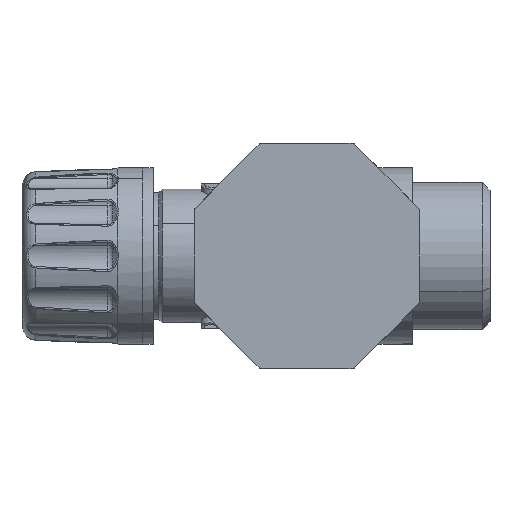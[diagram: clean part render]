
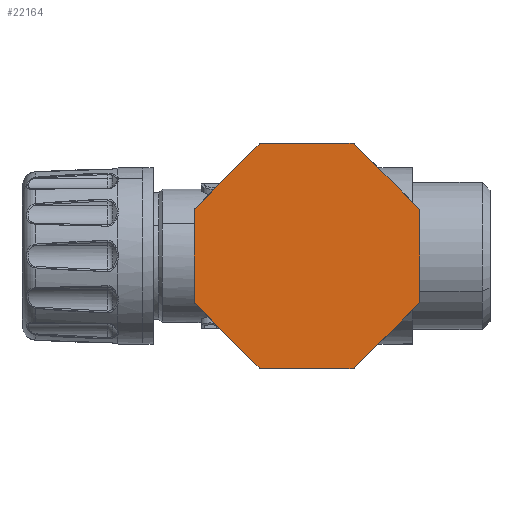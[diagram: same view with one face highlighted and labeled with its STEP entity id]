
A CAD part, left-side view. The second image highlights one B-rep face of the part: STEP entity #22164.
In plain terms, the highlighted planar face has unit normal (-1, 0, 0).
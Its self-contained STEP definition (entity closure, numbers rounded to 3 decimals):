
#16696=CARTESIAN_POINT('Vertex',(-29.,-6.774,15.854)) ;
#16712=CARTESIAN_POINT('Vertex',(-29.,-6.42,16.)) ;
#16715=CARTESIAN_POINT('Axis2P3D Location',(-29.,-6.42,15.5)) ;
#16744=CARTESIAN_POINT('Vertex',(-29.,6.774,-15.854)) ;
#16760=CARTESIAN_POINT('Vertex',(-29.,6.42,-16.)) ;
#16763=CARTESIAN_POINT('Axis2P3D Location',(-29.,6.42,-15.5)) ;
#16785=CARTESIAN_POINT('Vertex',(-29.,16.,-6.42)) ;
#16801=CARTESIAN_POINT('Vertex',(-29.,15.854,-6.774)) ;
#16804=CARTESIAN_POINT('Axis2P3D Location',(-29.,15.5,-6.42)) ;
#16828=CARTESIAN_POINT('Vertex',(-29.,6.42,16.)) ;
#16842=CARTESIAN_POINT('Vertex',(-29.,6.774,15.854)) ;
#16845=CARTESIAN_POINT('Axis2P3D Location',(-29.,6.42,15.5)) ;
#16867=CARTESIAN_POINT('Vertex',(-29.,15.854,6.774)) ;
#16883=CARTESIAN_POINT('Vertex',(-29.,16.,6.42)) ;
#16886=CARTESIAN_POINT('Axis2P3D Location',(-29.,15.5,6.42)) ;
#16908=CARTESIAN_POINT('Vertex',(-29.,-6.42,-16.)) ;
#16924=CARTESIAN_POINT('Vertex',(-29.,-6.774,-15.854)) ;
#16927=CARTESIAN_POINT('Axis2P3D Location',(-29.,-6.42,-15.5)) ;
#22060=CARTESIAN_POINT('Vertex',(-29.,-16.,6.42)) ;
#22076=CARTESIAN_POINT('Vertex',(-29.,-15.854,6.774)) ;
#22079=CARTESIAN_POINT('Axis2P3D Location',(-29.,-15.5,6.42)) ;
#22092=CARTESIAN_POINT('Axis2P3D Location',(-29.,17.5,0.)) ;
#22097=CARTESIAN_POINT('Line Origine',(-29.,0.,16.)) ;
#22102=CARTESIAN_POINT('Line Origine',(-29.,11.314,11.314)) ;
#22107=CARTESIAN_POINT('Line Origine',(-29.,16.,0.)) ;
#22112=CARTESIAN_POINT('Line Origine',(-29.,11.314,-11.314)) ;
#22117=CARTESIAN_POINT('Line Origine',(-29.,0.,-16.)) ;
#22122=CARTESIAN_POINT('Line Origine',(-29.,-11.314,-11.314)) ;
#22126=CARTESIAN_POINT('Vertex',(-29.,-15.854,-6.774)) ;
#22129=CARTESIAN_POINT('Axis2P3D Location',(-29.,-15.5,-6.42)) ;
#22133=CARTESIAN_POINT('Vertex',(-29.,-16.,-6.42)) ;
#22136=CARTESIAN_POINT('Line Origine',(-29.,-16.,0.)) ;
#22141=CARTESIAN_POINT('Line Origine',(-29.,-11.314,11.314)) ;
#22099=VECTOR('Line Direction',#22098,1.) ;
#22104=VECTOR('Line Direction',#22103,1.) ;
#22109=VECTOR('Line Direction',#22108,1.) ;
#22114=VECTOR('Line Direction',#22113,1.) ;
#22119=VECTOR('Line Direction',#22118,1.) ;
#22124=VECTOR('Line Direction',#22123,1.) ;
#22138=VECTOR('Line Direction',#22137,1.) ;
#22143=VECTOR('Line Direction',#22142,1.) ;
#16716=DIRECTION('Axis2P3D Direction',(1.,0.,0.)) ;
#16764=DIRECTION('Axis2P3D Direction',(1.,0.,0.)) ;
#16805=DIRECTION('Axis2P3D Direction',(1.,0.,0.)) ;
#16846=DIRECTION('Axis2P3D Direction',(1.,0.,-0.)) ;
#16887=DIRECTION('Axis2P3D Direction',(1.,0.,-0.)) ;
#16928=DIRECTION('Axis2P3D Direction',(1.,0.,0.)) ;
#22080=DIRECTION('Axis2P3D Direction',(1.,0.,0.)) ;
#22093=DIRECTION('Axis2P3D Direction',(1.,0.,0.)) ;
#22094=DIRECTION('Axis2P3D XDirection',(0.,1.,0.)) ;
#22098=DIRECTION('Vector Direction',(0.,-1.,0.)) ;
#22103=DIRECTION('Vector Direction',(0.,-0.707,0.707)) ;
#22108=DIRECTION('Vector Direction',(0.,0.,1.)) ;
#22113=DIRECTION('Vector Direction',(0.,0.707,0.707)) ;
#22118=DIRECTION('Vector Direction',(0.,1.,0.)) ;
#22123=DIRECTION('Vector Direction',(0.,0.707,-0.707)) ;
#22130=DIRECTION('Axis2P3D Direction',(1.,0.,0.)) ;
#22137=DIRECTION('Vector Direction',(0.,0.,-1.)) ;
#22142=DIRECTION('Vector Direction',(0.,-0.707,-0.707)) ;
#16717=AXIS2_PLACEMENT_3D('Circle Axis2P3D',#16715,#16716,$) ;
#16765=AXIS2_PLACEMENT_3D('Circle Axis2P3D',#16763,#16764,$) ;
#16806=AXIS2_PLACEMENT_3D('Circle Axis2P3D',#16804,#16805,$) ;
#16847=AXIS2_PLACEMENT_3D('Circle Axis2P3D',#16845,#16846,$) ;
#16888=AXIS2_PLACEMENT_3D('Circle Axis2P3D',#16886,#16887,$) ;
#16929=AXIS2_PLACEMENT_3D('Circle Axis2P3D',#16927,#16928,$) ;
#22081=AXIS2_PLACEMENT_3D('Circle Axis2P3D',#22079,#22080,$) ;
#22095=AXIS2_PLACEMENT_3D('Plane Axis2P3D',#22092,#22093,#22094) ;
#22131=AXIS2_PLACEMENT_3D('Circle Axis2P3D',#22129,#22130,$) ;
#22100=LINE('Line',#22097,#22099) ;
#22105=LINE('Line',#22102,#22104) ;
#22110=LINE('Line',#22107,#22109) ;
#22115=LINE('Line',#22112,#22114) ;
#22120=LINE('Line',#22117,#22119) ;
#22125=LINE('Line',#22122,#22124) ;
#22139=LINE('Line',#22136,#22138) ;
#22144=LINE('Line',#22141,#22143) ;
#16718=CIRCLE('generated circle',#16717,0.5) ;
#16766=CIRCLE('generated circle',#16765,0.5) ;
#16807=CIRCLE('generated circle',#16806,0.5) ;
#16848=CIRCLE('generated circle',#16847,0.5) ;
#16889=CIRCLE('generated circle',#16888,0.5) ;
#16930=CIRCLE('generated circle',#16929,0.5) ;
#22082=CIRCLE('generated circle',#22081,0.5) ;
#22132=CIRCLE('generated circle',#22131,0.5) ;
#22096=PLANE('',#22095) ;
#16719=EDGE_CURVE('',#16697,#16713,#16718,.F.) ;
#16767=EDGE_CURVE('',#16745,#16761,#16766,.F.) ;
#16808=EDGE_CURVE('',#16786,#16802,#16807,.F.) ;
#16849=EDGE_CURVE('',#16829,#16843,#16848,.F.) ;
#16890=EDGE_CURVE('',#16868,#16884,#16889,.F.) ;
#16931=EDGE_CURVE('',#16909,#16925,#16930,.F.) ;
#22083=EDGE_CURVE('',#22061,#22077,#22082,.F.) ;
#22101=EDGE_CURVE('',#16829,#16713,#22100,.T.) ;
#22106=EDGE_CURVE('',#16868,#16843,#22105,.T.) ;
#22111=EDGE_CURVE('',#16786,#16884,#22110,.T.) ;
#22116=EDGE_CURVE('',#16745,#16802,#22115,.T.) ;
#22121=EDGE_CURVE('',#16909,#16761,#22120,.T.) ;
#22128=EDGE_CURVE('',#22127,#16925,#22125,.T.) ;
#22135=EDGE_CURVE('',#22127,#22134,#22132,.F.) ;
#22140=EDGE_CURVE('',#22061,#22134,#22139,.T.) ;
#22145=EDGE_CURVE('',#16697,#22077,#22144,.T.) ;
#22147=ORIENTED_EDGE('',*,*,#22101,.F.) ;
#22148=ORIENTED_EDGE('',*,*,#16849,.T.) ;
#22149=ORIENTED_EDGE('',*,*,#22106,.F.) ;
#22150=ORIENTED_EDGE('',*,*,#16890,.T.) ;
#22151=ORIENTED_EDGE('',*,*,#22111,.F.) ;
#22152=ORIENTED_EDGE('',*,*,#16808,.T.) ;
#22153=ORIENTED_EDGE('',*,*,#22116,.F.) ;
#22154=ORIENTED_EDGE('',*,*,#16767,.T.) ;
#22155=ORIENTED_EDGE('',*,*,#22121,.F.) ;
#22156=ORIENTED_EDGE('',*,*,#16931,.T.) ;
#22157=ORIENTED_EDGE('',*,*,#22128,.F.) ;
#22158=ORIENTED_EDGE('',*,*,#22135,.T.) ;
#22159=ORIENTED_EDGE('',*,*,#22140,.F.) ;
#22160=ORIENTED_EDGE('',*,*,#22083,.T.) ;
#22161=ORIENTED_EDGE('',*,*,#22145,.F.) ;
#22162=ORIENTED_EDGE('',*,*,#16719,.T.) ;
#22146=EDGE_LOOP('',(#22147,#22148,#22149,#22150,#22151,#22152,#22153,#22154,#22155,#22156,#22157,#22158,#22159,#22160,#22161,#22162)) ;
#16697=VERTEX_POINT('',#16696) ;
#16713=VERTEX_POINT('',#16712) ;
#16745=VERTEX_POINT('',#16744) ;
#16761=VERTEX_POINT('',#16760) ;
#16786=VERTEX_POINT('',#16785) ;
#16802=VERTEX_POINT('',#16801) ;
#16829=VERTEX_POINT('',#16828) ;
#16843=VERTEX_POINT('',#16842) ;
#16868=VERTEX_POINT('',#16867) ;
#16884=VERTEX_POINT('',#16883) ;
#16909=VERTEX_POINT('',#16908) ;
#16925=VERTEX_POINT('',#16924) ;
#22061=VERTEX_POINT('',#22060) ;
#22077=VERTEX_POINT('',#22076) ;
#22127=VERTEX_POINT('',#22126) ;
#22134=VERTEX_POINT('',#22133) ;
#22164=ADVANCED_FACE('PartBody',(#22163),#22096,.F.) ;
#22163=FACE_OUTER_BOUND('',#22146,.T.) ;
